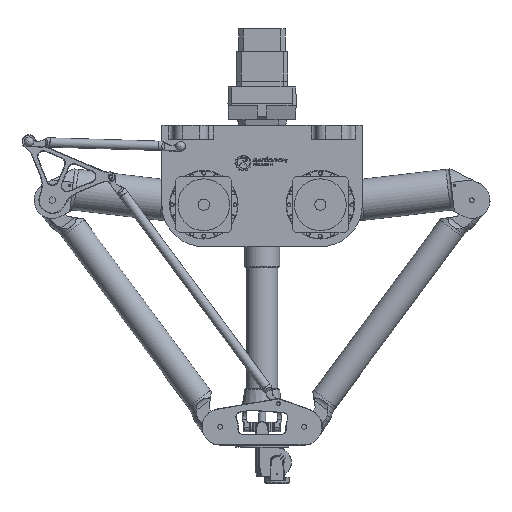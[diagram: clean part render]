
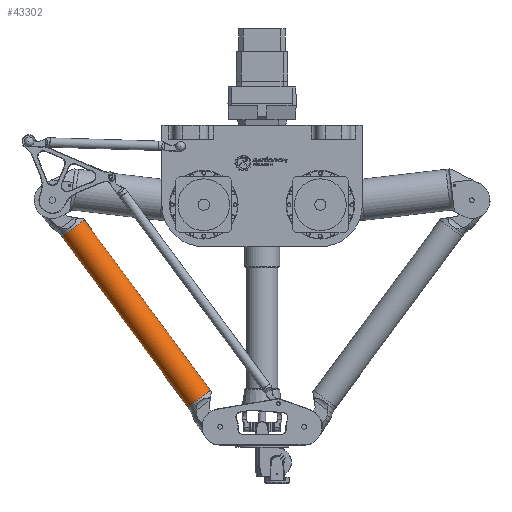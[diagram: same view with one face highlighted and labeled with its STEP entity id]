
A CAD part, front view. The second image highlights one B-rep face of the part: STEP entity #43302.
In plain terms, the highlighted cylindrical face has radius 30 mm (diameter 60 mm), a full revolution.
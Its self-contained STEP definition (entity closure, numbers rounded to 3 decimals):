
#1824=FACE_BOUND('',#7342,.T.);
#2601=CYLINDRICAL_SURFACE('',#47263,30.);
#4146=FACE_OUTER_BOUND('',#7341,.T.);
#7341=EDGE_LOOP('',(#33048));
#7342=EDGE_LOOP('',(#33049));
#16889=CIRCLE('',#47250,30.);
#16896=CIRCLE('',#47262,30.);
#19772=VERTEX_POINT('',#75437);
#19779=VERTEX_POINT('',#75456);
#24525=EDGE_CURVE('',#19772,#19772,#16889,.T.);
#24532=EDGE_CURVE('',#19779,#19779,#16896,.T.);
#33048=ORIENTED_EDGE('',*,*,#24532,.T.);
#33049=ORIENTED_EDGE('',*,*,#24525,.T.);
#43302=ADVANCED_FACE('',(#4146,#1824),#2601,.T.);
#47250=AXIS2_PLACEMENT_3D('',#75438,#55592,#55593);
#47262=AXIS2_PLACEMENT_3D('',#75457,#55616,#55617);
#47263=AXIS2_PLACEMENT_3D('',#75458,#55618,#55619);
#55592=DIRECTION('center_axis',(-1.,0.,0.));
#55593=DIRECTION('ref_axis',(0.,0.,1.));
#55616=DIRECTION('center_axis',(1.,0.,0.));
#55617=DIRECTION('ref_axis',(0.,0.,1.));
#55618=DIRECTION('center_axis',(-1.,0.,0.));
#55619=DIRECTION('ref_axis',(0.,0.,1.));
#75437=CARTESIAN_POINT('',(59.9,0.,30.));
#75438=CARTESIAN_POINT('Origin',(59.9,0.,0.));
#75456=CARTESIAN_POINT('',(-394.9,0.,30.));
#75457=CARTESIAN_POINT('Origin',(-394.9,0.,0.));
#75458=CARTESIAN_POINT('Origin',(65.,0.,0.));
